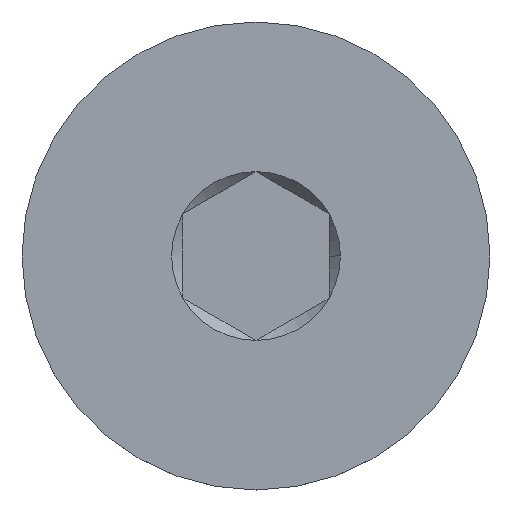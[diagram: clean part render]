
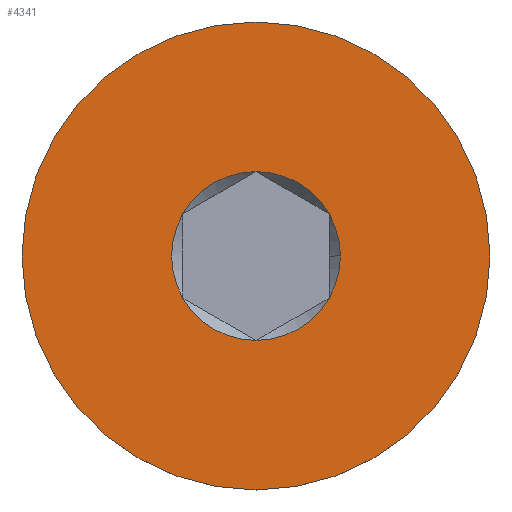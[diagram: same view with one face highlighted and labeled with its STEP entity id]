
A CAD part, top view. The second image highlights one B-rep face of the part: STEP entity #4341.
In plain terms, the highlighted planar face has unit normal (0, 0, 1).
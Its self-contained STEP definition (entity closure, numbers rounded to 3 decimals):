
#154 = EDGE_CURVE ( 'NONE', #3027, #656, #3265, .T. ) ;
#227 = AXIS2_PLACEMENT_3D ( 'NONE', #4410, #4453, #2202 ) ;
#255 = CARTESIAN_POINT ( 'NONE',  ( 0., 0., 12.5 ) ) ;
#285 = DIRECTION ( 'NONE',  ( 1., 0., 0. ) ) ;
#300 = ORIENTED_EDGE ( 'NONE', *, *, #853, .F. ) ;
#307 = EDGE_LOOP ( 'NONE', ( #1810, #2304 ) ) ;
#330 = PLANE ( 'NONE',  #1937 ) ;
#432 = AXIS2_PLACEMENT_3D ( 'NONE', #2485, #1757, #285 ) ;
#433 = DIRECTION ( 'NONE',  ( 0., 0., 1. ) ) ;
#492 = FACE_OUTER_BOUND ( 'NONE', #307, .T. ) ;
#551 = EDGE_CURVE ( 'NONE', #2017, #4291, #1388, .T. ) ;
#656 = VERTEX_POINT ( 'NONE', #3840 ) ;
#674 = DIRECTION ( 'NONE',  ( 0., 0., -1. ) ) ;
#720 = CARTESIAN_POINT ( 'NONE',  ( 0., 0., 12.5 ) ) ;
#729 = CIRCLE ( 'NONE', #1991, 2.887 ) ;
#736 = DIRECTION ( 'NONE',  ( 0., 0., 1. ) ) ;
#853 = EDGE_CURVE ( 'NONE', #3842, #4580, #4297, .T. ) ;
#1082 = AXIS2_PLACEMENT_3D ( 'NONE', #1310, #1293, #3206 ) ;
#1270 = VERTEX_POINT ( 'NONE', #2861 ) ;
#1291 = EDGE_CURVE ( 'NONE', #3136, #2935, #4575, .T. ) ;
#1293 = DIRECTION ( 'NONE',  ( 0., 0., 1. ) ) ;
#1310 = CARTESIAN_POINT ( 'NONE',  ( 0., 0., 12.5 ) ) ;
#1366 = DIRECTION ( 'NONE',  ( 0., 1., 0. ) ) ;
#1379 = CARTESIAN_POINT ( 'NONE',  ( 0., 0., 12.5 ) ) ;
#1385 = DIRECTION ( 'NONE',  ( 0., 0., 1. ) ) ;
#1388 = CIRCLE ( 'NONE', #1419, 8. ) ;
#1419 = AXIS2_PLACEMENT_3D ( 'NONE', #2155, #2481, #1366 ) ;
#1443 = EDGE_CURVE ( 'NONE', #4580, #3136, #2269, .T. ) ;
#1470 = FACE_BOUND ( 'NONE', #4182, .T. ) ;
#1517 = ORIENTED_EDGE ( 'NONE', *, *, #1291, .F. ) ;
#1594 = AXIS2_PLACEMENT_3D ( 'NONE', #2888, #674, #3271 ) ;
#1605 = EDGE_CURVE ( 'NONE', #656, #1270, #3613, .T. ) ;
#1757 = DIRECTION ( 'NONE',  ( 0., 0., 1. ) ) ;
#1766 = DIRECTION ( 'NONE',  ( 0., 0., 1. ) ) ;
#1810 = ORIENTED_EDGE ( 'NONE', *, *, #551, .F. ) ;
#1825 = CARTESIAN_POINT ( 'NONE',  ( 0., 0., 12.5 ) ) ;
#1861 = CARTESIAN_POINT ( 'NONE',  ( 2.5, 1.443, 12.5 ) ) ;
#1931 = ORIENTED_EDGE ( 'NONE', *, *, #1605, .F. ) ;
#1937 = AXIS2_PLACEMENT_3D ( 'NONE', #2179, #1385, #3992 ) ;
#1991 = AXIS2_PLACEMENT_3D ( 'NONE', #720, #736, #3737 ) ;
#2017 = VERTEX_POINT ( 'NONE', #2858 ) ;
#2148 = AXIS2_PLACEMENT_3D ( 'NONE', #1825, #433, #3026 ) ;
#2155 = CARTESIAN_POINT ( 'NONE',  ( 0., 0., 12.5 ) ) ;
#2179 = CARTESIAN_POINT ( 'NONE',  ( 0., 0., 12.5 ) ) ;
#2202 = DIRECTION ( 'NONE',  ( 1., 0., 0. ) ) ;
#2269 = CIRCLE ( 'NONE', #227, 2.887 ) ;
#2304 = ORIENTED_EDGE ( 'NONE', *, *, #4272, .F. ) ;
#2313 = CARTESIAN_POINT ( 'NONE',  ( -2.5, -1.443, 12.5 ) ) ;
#2330 = AXIS2_PLACEMENT_3D ( 'NONE', #255, #3219, #4326 ) ;
#2369 = ORIENTED_EDGE ( 'NONE', *, *, #3948, .F. ) ;
#2463 = CARTESIAN_POINT ( 'NONE',  ( 2.887, 0., 12.5 ) ) ;
#2481 = DIRECTION ( 'NONE',  ( 0., 0., -1. ) ) ;
#2485 = CARTESIAN_POINT ( 'NONE',  ( 0., 0., 12.5 ) ) ;
#2531 = CARTESIAN_POINT ( 'NONE',  ( 0., 2.887, 12.5 ) ) ;
#2665 = ORIENTED_EDGE ( 'NONE', *, *, #1443, .F. ) ;
#2807 = CIRCLE ( 'NONE', #1082, 2.887 ) ;
#2847 = EDGE_CURVE ( 'NONE', #1270, #3842, #729, .T. ) ;
#2858 = CARTESIAN_POINT ( 'NONE',  ( 0., 8., 12.5 ) ) ;
#2861 = CARTESIAN_POINT ( 'NONE',  ( 2.5, -1.443, 12.5 ) ) ;
#2888 = CARTESIAN_POINT ( 'NONE',  ( 0., 0., 12.5 ) ) ;
#2935 = VERTEX_POINT ( 'NONE', #4070 ) ;
#2966 = ORIENTED_EDGE ( 'NONE', *, *, #154, .F. ) ;
#3026 = DIRECTION ( 'NONE',  ( 1., 0., 0. ) ) ;
#3027 = VERTEX_POINT ( 'NONE', #2313 ) ;
#3136 = VERTEX_POINT ( 'NONE', #2531 ) ;
#3164 = AXIS2_PLACEMENT_3D ( 'NONE', #1379, #1766, #4351 ) ;
#3206 = DIRECTION ( 'NONE',  ( 1., 0., 0. ) ) ;
#3219 = DIRECTION ( 'NONE',  ( 0., 0., 1. ) ) ;
#3265 = CIRCLE ( 'NONE', #432, 2.887 ) ;
#3271 = DIRECTION ( 'NONE',  ( 0., 1., 0. ) ) ;
#3613 = CIRCLE ( 'NONE', #2148, 2.887 ) ;
#3737 = DIRECTION ( 'NONE',  ( 1., 0., 0. ) ) ;
#3840 = CARTESIAN_POINT ( 'NONE',  ( 0., -2.887, 12.5 ) ) ;
#3842 = VERTEX_POINT ( 'NONE', #2463 ) ;
#3948 = EDGE_CURVE ( 'NONE', #2935, #3027, #2807, .T. ) ;
#3992 = DIRECTION ( 'NONE',  ( 0., -1., 0. ) ) ;
#4070 = CARTESIAN_POINT ( 'NONE',  ( -2.5, 1.443, 12.5 ) ) ;
#4182 = EDGE_LOOP ( 'NONE', ( #2665, #300, #4345, #1931, #2966, #2369, #1517 ) ) ;
#4256 = CIRCLE ( 'NONE', #1594, 8. ) ;
#4272 = EDGE_CURVE ( 'NONE', #4291, #2017, #4256, .T. ) ;
#4291 = VERTEX_POINT ( 'NONE', #4697 ) ;
#4297 = CIRCLE ( 'NONE', #2330, 2.887 ) ;
#4326 = DIRECTION ( 'NONE',  ( 1., 0., 0. ) ) ;
#4341 = ADVANCED_FACE ( 'NONE', ( #1470, #492 ), #330, .T. ) ;
#4345 = ORIENTED_EDGE ( 'NONE', *, *, #2847, .F. ) ;
#4351 = DIRECTION ( 'NONE',  ( 1., 0., 0. ) ) ;
#4410 = CARTESIAN_POINT ( 'NONE',  ( 0., 0., 12.5 ) ) ;
#4453 = DIRECTION ( 'NONE',  ( 0., 0., 1. ) ) ;
#4575 = CIRCLE ( 'NONE', #3164, 2.887 ) ;
#4580 = VERTEX_POINT ( 'NONE', #1861 ) ;
#4697 = CARTESIAN_POINT ( 'NONE',  ( 0., -8., 12.5 ) ) ;
